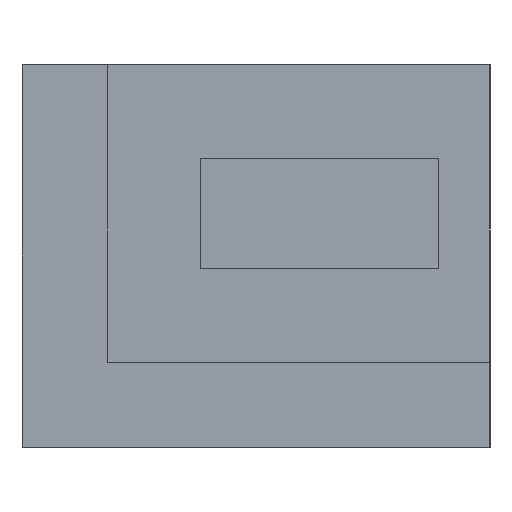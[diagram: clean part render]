
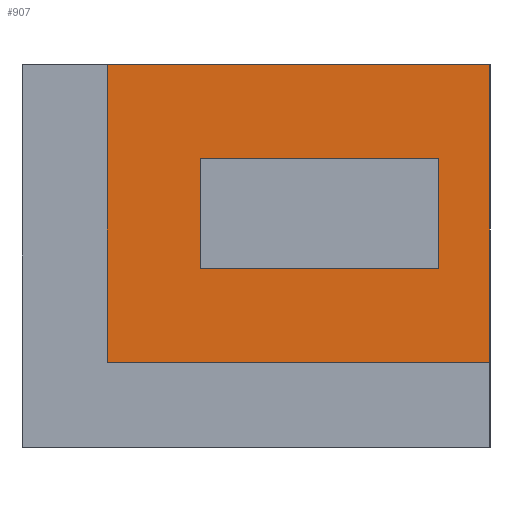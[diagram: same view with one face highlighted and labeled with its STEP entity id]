
A CAD part, left-side view. The second image highlights one B-rep face of the part: STEP entity #907.
In plain terms, the highlighted planar face has unit normal (-1, 0, 0).
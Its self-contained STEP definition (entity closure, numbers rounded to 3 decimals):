
#15=FACE_BOUND('',#156,.T.);
#51=PLANE('',#985);
#103=FACE_OUTER_BOUND('',#155,.T.);
#155=EDGE_LOOP('',(#790,#791,#792,#793));
#156=EDGE_LOOP('',(#794,#795,#796,#797));
#233=LINE('',#1453,#333);
#257=LINE('',#1503,#357);
#261=LINE('',#1511,#361);
#264=LINE('',#1517,#364);
#267=LINE('',#1522,#367);
#269=LINE('',#1528,#369);
#273=LINE('',#1535,#373);
#274=LINE('',#1536,#374);
#333=VECTOR('',#1149,3.5);
#357=VECTOR('',#1189,2.8);
#361=VECTOR('',#1195,1.3);
#364=VECTOR('',#1200,2.8);
#367=VECTOR('',#1205,1.3);
#369=VECTOR('',#1211,3.5);
#373=VECTOR('',#1217,4.5);
#374=VECTOR('',#1218,4.5);
#437=VERTEX_POINT('',#1450);
#438=VERTEX_POINT('',#1452);
#455=VERTEX_POINT('',#1501);
#456=VERTEX_POINT('',#1502);
#459=VERTEX_POINT('',#1510);
#461=VERTEX_POINT('',#1516);
#463=VERTEX_POINT('',#1526);
#464=VERTEX_POINT('',#1527);
#545=EDGE_CURVE('',#438,#437,#233,.T.);
#569=EDGE_CURVE('',#455,#456,#257,.T.);
#573=EDGE_CURVE('',#456,#459,#261,.T.);
#576=EDGE_CURVE('',#459,#461,#264,.T.);
#579=EDGE_CURVE('',#461,#455,#267,.T.);
#581=EDGE_CURVE('',#463,#464,#269,.T.);
#585=EDGE_CURVE('',#438,#464,#273,.T.);
#586=EDGE_CURVE('',#463,#437,#274,.T.);
#790=ORIENTED_EDGE('',*,*,#581,.T.);
#791=ORIENTED_EDGE('',*,*,#585,.F.);
#792=ORIENTED_EDGE('',*,*,#545,.T.);
#793=ORIENTED_EDGE('',*,*,#586,.F.);
#794=ORIENTED_EDGE('',*,*,#569,.T.);
#795=ORIENTED_EDGE('',*,*,#573,.T.);
#796=ORIENTED_EDGE('',*,*,#576,.T.);
#797=ORIENTED_EDGE('',*,*,#579,.T.);
#907=ADVANCED_FACE('',(#103,#15),#51,.T.);
#985=AXIS2_PLACEMENT_3D('',#1534,#1215,#1216);
#1149=DIRECTION('',(0.,0.,1.));
#1189=DIRECTION('',(0.,-1.,0.));
#1195=DIRECTION('',(0.,0.,-1.));
#1200=DIRECTION('',(0.,1.,0.));
#1205=DIRECTION('',(0.,0.,1.));
#1211=DIRECTION('',(0.,0.,-1.));
#1215=DIRECTION('center_axis',(-1.,0.,0.));
#1216=DIRECTION('ref_axis',(0.,-1.,0.));
#1217=DIRECTION('',(0.,1.,0.));
#1218=DIRECTION('',(0.,-1.,0.));
#1450=CARTESIAN_POINT('',(-5.9,-2.75,4.5));
#1452=CARTESIAN_POINT('',(-5.9,-2.75,1.));
#1453=CARTESIAN_POINT('',(-5.9,-2.75,1.));
#1501=CARTESIAN_POINT('',(-5.9,0.65,3.4));
#1502=CARTESIAN_POINT('',(-5.9,-2.15,3.4));
#1503=CARTESIAN_POINT('',(-5.9,0.3,3.4));
#1510=CARTESIAN_POINT('',(-5.9,-2.15,2.1));
#1511=CARTESIAN_POINT('',(-5.9,-2.15,1.55));
#1516=CARTESIAN_POINT('',(-5.9,0.65,2.1));
#1517=CARTESIAN_POINT('',(-5.9,1.7,2.1));
#1522=CARTESIAN_POINT('',(-5.9,0.65,2.2));
#1526=CARTESIAN_POINT('',(-5.9,1.75,4.5));
#1527=CARTESIAN_POINT('',(-5.9,1.75,1.));
#1528=CARTESIAN_POINT('',(-5.9,1.75,1.));
#1534=CARTESIAN_POINT('Origin',(-5.9,2.75,1.));
#1535=CARTESIAN_POINT('',(-5.9,1.375,1.));
#1536=CARTESIAN_POINT('',(-5.9,-2.75,4.5));
